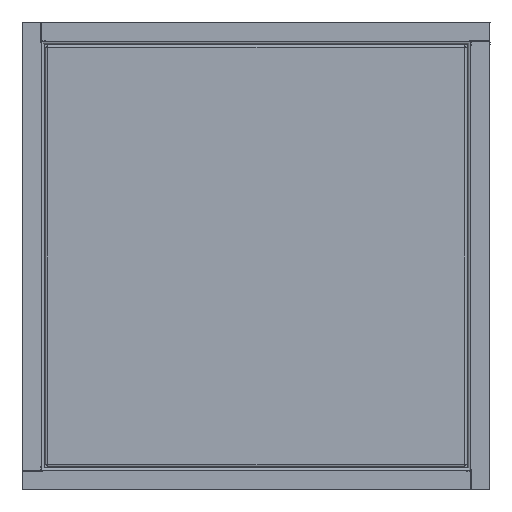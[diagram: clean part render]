
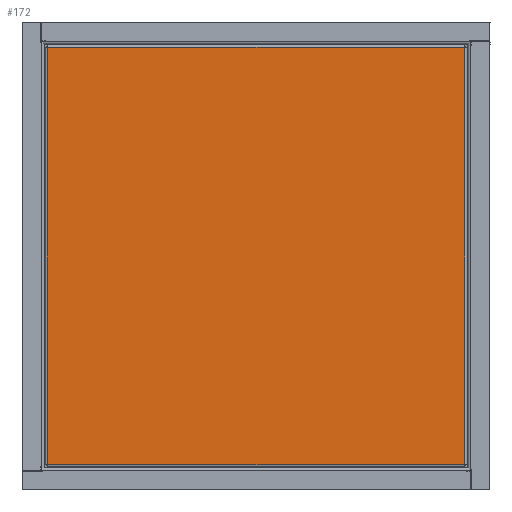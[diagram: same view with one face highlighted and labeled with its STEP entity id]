
A CAD part, front view. The second image highlights one B-rep face of the part: STEP entity #172.
In plain terms, the highlighted face is planar.
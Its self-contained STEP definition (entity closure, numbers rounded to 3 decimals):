
#26 = VERTEX_POINT ( 'NONE', #2558 ) ;
#50 = VERTEX_POINT ( 'NONE', #1851 ) ;
#94 = VERTEX_POINT ( 'NONE', #1554 ) ;
#105 = CARTESIAN_POINT ( 'NONE',  ( -191.1, -188.7, 19. ) ) ;
#139 = CARTESIAN_POINT ( 'NONE',  ( -188.7, -188.7, 19. ) ) ;
#172 = ADVANCED_FACE ( 'NONE', ( #1055 ), #855, .F. ) ;
#180 = CARTESIAN_POINT ( 'NONE',  ( 188.7, -188.7, 19. ) ) ;
#193 = CARTESIAN_POINT ( 'NONE',  ( -189., 188.7, 19. ) ) ;
#196 = DIRECTION ( 'NONE',  ( -1., 0., 0. ) ) ;
#218 = LINE ( 'NONE', #2096, #455 ) ;
#228 = DIRECTION ( 'NONE',  ( 0., 1., 0. ) ) ;
#257 = EDGE_CURVE ( 'NONE', #748, #50, #1619, .T. ) ;
#403 = CARTESIAN_POINT ( 'NONE',  ( -188.7, 191.1, 19. ) ) ;
#444 = VERTEX_POINT ( 'NONE', #193 ) ;
#455 = VECTOR ( 'NONE', #910, 1000. ) ;
#457 = DIRECTION ( 'NONE',  ( 0., 1., 0. ) ) ;
#606 = EDGE_CURVE ( 'NONE', #982, #2321, #1739, .T. ) ;
#652 = EDGE_CURVE ( 'NONE', #1412, #1466, #2251, .T. ) ;
#674 = VECTOR ( 'NONE', #196, 1000. ) ;
#696 = DIRECTION ( 'NONE',  ( 1., 0., 0. ) ) ;
#702 = CARTESIAN_POINT ( 'NONE',  ( -191.1, 188.7, 19. ) ) ;
#718 = EDGE_CURVE ( 'NONE', #1466, #2304, #1022, .T. ) ;
#746 = CARTESIAN_POINT ( 'NONE',  ( -188.7, 188.7, 19. ) ) ;
#748 = VERTEX_POINT ( 'NONE', #746 ) ;
#830 = DIRECTION ( 'NONE',  ( -1., 0., 0. ) ) ;
#836 = DIRECTION ( 'NONE',  ( 0., 0., -1. ) ) ;
#844 = DIRECTION ( 'NONE',  ( 0., 1., 0. ) ) ;
#855 = PLANE ( 'NONE',  #1645 ) ;
#910 = DIRECTION ( 'NONE',  ( 0., -1., 0. ) ) ;
#911 = CARTESIAN_POINT ( 'NONE',  ( -189., -188.7, 19. ) ) ;
#929 = EDGE_CURVE ( 'NONE', #1059, #1310, #2280, .T. ) ;
#982 = VERTEX_POINT ( 'NONE', #139 ) ;
#1014 = ORIENTED_EDGE ( 'NONE', *, *, #718, .F. ) ;
#1022 = LINE ( 'NONE', #2613, #1035 ) ;
#1025 = ORIENTED_EDGE ( 'NONE', *, *, #1939, .F. ) ;
#1028 = EDGE_LOOP ( 'NONE', ( #2108, #1830, #2139, #2168, #1828, #1095, #1025, #1014, #2512, #2520, #2501, #2505 ) ) ;
#1032 = CARTESIAN_POINT ( 'NONE',  ( -191.1, 191.1, 19. ) ) ;
#1035 = VECTOR ( 'NONE', #2596, 1000. ) ;
#1055 = FACE_OUTER_BOUND ( 'NONE', #1028, .T. ) ;
#1059 = VERTEX_POINT ( 'NONE', #1565 ) ;
#1086 = VECTOR ( 'NONE', #2066, 1000. ) ;
#1095 = ORIENTED_EDGE ( 'NONE', *, *, #929, .F. ) ;
#1194 = EDGE_CURVE ( 'NONE', #1310, #26, #218, .T. ) ;
#1275 = CARTESIAN_POINT ( 'NONE',  ( -191.1, -188.7, 19. ) ) ;
#1310 = VERTEX_POINT ( 'NONE', #180 ) ;
#1354 = CARTESIAN_POINT ( 'NONE',  ( 188.7, -189., 19. ) ) ;
#1412 = VERTEX_POINT ( 'NONE', #2199 ) ;
#1428 = DIRECTION ( 'NONE',  ( -1., 0., 0. ) ) ;
#1466 = VERTEX_POINT ( 'NONE', #2449 ) ;
#1537 = CARTESIAN_POINT ( 'NONE',  ( -188.7, 191.1, 19. ) ) ;
#1547 = EDGE_CURVE ( 'NONE', #94, #982, #2532, .T. ) ;
#1554 = CARTESIAN_POINT ( 'NONE',  ( -188.7, -189., 19. ) ) ;
#1565 = CARTESIAN_POINT ( 'NONE',  ( 189., -188.7, 19. ) ) ;
#1615 = CARTESIAN_POINT ( 'NONE',  ( 189., 188.7, 19. ) ) ;
#1619 = LINE ( 'NONE', #403, #1894 ) ;
#1624 = DIRECTION ( 'NONE',  ( 0., -1., 0. ) ) ;
#1645 = AXIS2_PLACEMENT_3D ( 'NONE', #1032, #836, #830 ) ;
#1682 = VECTOR ( 'NONE', #1428, 1000. ) ;
#1739 = LINE ( 'NONE', #1275, #1682 ) ;
#1816 = EDGE_CURVE ( 'NONE', #444, #748, #2319, .T. ) ;
#1828 = ORIENTED_EDGE ( 'NONE', *, *, #1194, .F. ) ;
#1830 = ORIENTED_EDGE ( 'NONE', *, *, #606, .F. ) ;
#1836 = EDGE_CURVE ( 'NONE', #2321, #444, #2281, .T. ) ;
#1851 = CARTESIAN_POINT ( 'NONE',  ( -188.7, 189., 19. ) ) ;
#1894 = VECTOR ( 'NONE', #228, 1000. ) ;
#1908 = EDGE_CURVE ( 'NONE', #26, #94, #2225, .T. ) ;
#1939 = EDGE_CURVE ( 'NONE', #2304, #1059, #2197, .T. ) ;
#1964 = EDGE_CURVE ( 'NONE', #50, #1412, #2174, .T. ) ;
#1971 = CARTESIAN_POINT ( 'NONE',  ( 188.7, 191.1, 19. ) ) ;
#2010 = CARTESIAN_POINT ( 'NONE',  ( -188.7, 189., 19. ) ) ;
#2019 = DIRECTION ( 'NONE',  ( 1., 0., 0. ) ) ;
#2043 = DIRECTION ( 'NONE',  ( -1., 0., 0. ) ) ;
#2066 = DIRECTION ( 'NONE',  ( 0., -1., 0. ) ) ;
#2096 = CARTESIAN_POINT ( 'NONE',  ( 188.7, 191.1, 19. ) ) ;
#2108 = ORIENTED_EDGE ( 'NONE', *, *, #1836, .F. ) ;
#2139 = ORIENTED_EDGE ( 'NONE', *, *, #1547, .F. ) ;
#2168 = ORIENTED_EDGE ( 'NONE', *, *, #1908, .F. ) ;
#2174 = LINE ( 'NONE', #2010, #2204 ) ;
#2197 = LINE ( 'NONE', #1615, #2239 ) ;
#2199 = CARTESIAN_POINT ( 'NONE',  ( 188.7, 189., 19. ) ) ;
#2204 = VECTOR ( 'NONE', #2019, 1000. ) ;
#2225 = LINE ( 'NONE', #1354, #2243 ) ;
#2239 = VECTOR ( 'NONE', #1624, 1000. ) ;
#2243 = VECTOR ( 'NONE', #2043, 1000. ) ;
#2251 = LINE ( 'NONE', #1971, #1086 ) ;
#2269 = VECTOR ( 'NONE', #844, 1000. ) ;
#2280 = LINE ( 'NONE', #105, #674 ) ;
#2281 = LINE ( 'NONE', #911, #2269 ) ;
#2301 = VECTOR ( 'NONE', #696, 1000. ) ;
#2304 = VERTEX_POINT ( 'NONE', #2527 ) ;
#2319 = LINE ( 'NONE', #702, #2301 ) ;
#2321 = VERTEX_POINT ( 'NONE', #2504 ) ;
#2449 = CARTESIAN_POINT ( 'NONE',  ( 188.7, 188.7, 19. ) ) ;
#2501 = ORIENTED_EDGE ( 'NONE', *, *, #257, .F. ) ;
#2504 = CARTESIAN_POINT ( 'NONE',  ( -189., -188.7, 19. ) ) ;
#2505 = ORIENTED_EDGE ( 'NONE', *, *, #1816, .F. ) ;
#2506 = VECTOR ( 'NONE', #457, 1000. ) ;
#2512 = ORIENTED_EDGE ( 'NONE', *, *, #652, .F. ) ;
#2520 = ORIENTED_EDGE ( 'NONE', *, *, #1964, .F. ) ;
#2527 = CARTESIAN_POINT ( 'NONE',  ( 189., 188.7, 19. ) ) ;
#2532 = LINE ( 'NONE', #1537, #2506 ) ;
#2558 = CARTESIAN_POINT ( 'NONE',  ( 188.7, -189., 19. ) ) ;
#2596 = DIRECTION ( 'NONE',  ( 1., 0., 0. ) ) ;
#2613 = CARTESIAN_POINT ( 'NONE',  ( -191.1, 188.7, 19. ) ) ;
